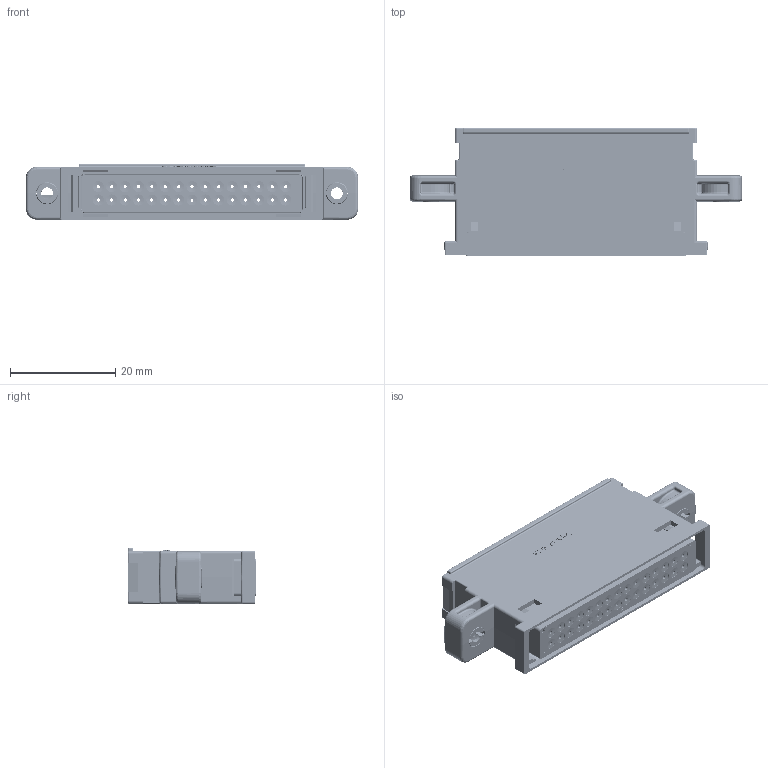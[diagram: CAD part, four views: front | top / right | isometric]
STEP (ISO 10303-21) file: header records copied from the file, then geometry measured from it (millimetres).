
FILE_DESCRIPTION((''),'2;1');
FILE_NAME('3563_8522_320_SW0002','2022-04-07T',('gilmer'),(''),'CREO PARAMETRIC BY PTC INC, 2018360','CREO PARAMETRIC BY PTC INC, 2018360','');
FILE_SCHEMA(('CONFIG_CONTROL_DESIGN'));
Products named in the file (1): 3563_8522_320_SW0002
Bounding box: 63 x 24.34 x 10.5 mm (x, y, z)
Volume: 7596.6 mm3; surface area: 12486.3 mm2
Topology: 1 solids, 1 shells, 5079 faces, 12545 edges, 7602 vertices
Faces by surface type: plane 1413, cylinder 1410, bspline 778, cone 678, torus 384, sphere 212, extrusion 204
Entity records: 207547 total; most frequent: CARTESIAN_POINT 94500, ORIENTED_EDGE 25090, DIRECTION 21403, EDGE_CURVE 12545, AXIS2_PLACEMENT_3D 8119, VERTEX_POINT 7602, EDGE_LOOP 5471, VECTOR 5165
